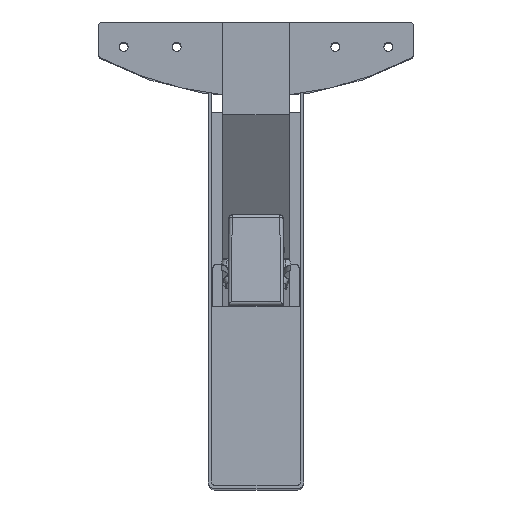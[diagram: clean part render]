
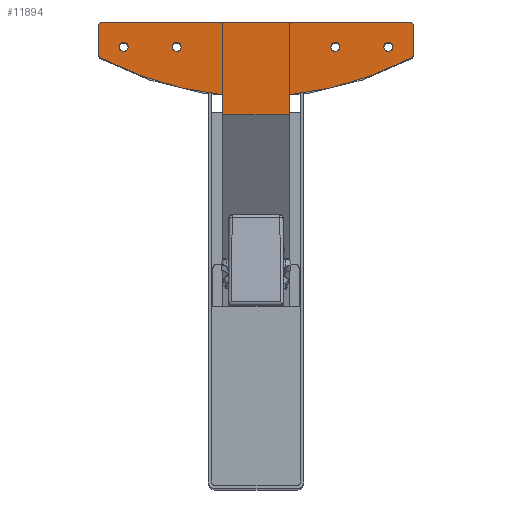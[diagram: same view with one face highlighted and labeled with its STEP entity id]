
A CAD part, top view. The second image highlights one B-rep face of the part: STEP entity #11894.
In plain terms, the highlighted planar face has unit normal (0, 0, 1).
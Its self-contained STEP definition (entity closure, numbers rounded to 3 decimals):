
#66=FACE_BOUND('',#2118,.T.);
#67=FACE_BOUND('',#2119,.T.);
#68=FACE_BOUND('',#2120,.T.);
#69=FACE_BOUND('',#2121,.T.);
#955=CIRCLE('',#12758,2.);
#956=CIRCLE('',#12759,2.);
#957=CIRCLE('',#12760,200.);
#958=CIRCLE('',#12761,200.);
#959=CIRCLE('',#12762,2.);
#960=CIRCLE('',#12763,2.);
#961=CIRCLE('',#12764,2.75);
#962=CIRCLE('',#12765,2.75);
#963=CIRCLE('',#12766,2.75);
#964=CIRCLE('',#12767,2.75);
#1425=FACE_OUTER_BOUND('',#2117,.T.);
#2117=EDGE_LOOP('',(#7954,#7955,#7956,#7957,#7958,#7959,#7960,#7961,#7962,
#7963,#7964,#7965));
#2118=EDGE_LOOP('',(#7966));
#2119=EDGE_LOOP('',(#7967));
#2120=EDGE_LOOP('',(#7968));
#2121=EDGE_LOOP('',(#7969));
#2858=LINE('',#16605,#3827);
#2931=LINE('',#16952,#3900);
#2942=LINE('',#16977,#3911);
#2949=LINE('',#16988,#3918);
#2950=LINE('',#16993,#3919);
#2951=LINE('',#17002,#3920);
#3827=VECTOR('',#13656,10.);
#3900=VECTOR('',#13917,10.);
#3911=VECTOR('',#13940,10.);
#3918=VECTOR('',#13953,10.);
#3919=VECTOR('',#13958,10.);
#3920=VECTOR('',#13967,10.);
#4795=VERTEX_POINT('',#16602);
#4796=VERTEX_POINT('',#16604);
#4883=VERTEX_POINT('',#16949);
#4884=VERTEX_POINT('',#16951);
#4891=VERTEX_POINT('',#16974);
#4892=VERTEX_POINT('',#16976);
#4894=VERTEX_POINT('',#16990);
#4895=VERTEX_POINT('',#16992);
#4896=VERTEX_POINT('',#16994);
#4897=VERTEX_POINT('',#16997);
#4898=VERTEX_POINT('',#16999);
#4899=VERTEX_POINT('',#17001);
#4900=VERTEX_POINT('',#17004);
#4901=VERTEX_POINT('',#17006);
#4902=VERTEX_POINT('',#17008);
#4903=VERTEX_POINT('',#17010);
#5902=EDGE_CURVE('',#4796,#4795,#2858,.T.);
#6033=EDGE_CURVE('',#4884,#4883,#2931,.T.);
#6046=EDGE_CURVE('',#4891,#4892,#2942,.T.);
#6053=EDGE_CURVE('',#4883,#4796,#2949,.T.);
#6054=EDGE_CURVE('',#4891,#4894,#955,.T.);
#6055=EDGE_CURVE('',#4895,#4894,#2950,.T.);
#6056=EDGE_CURVE('',#4895,#4896,#956,.T.);
#6057=EDGE_CURVE('',#4884,#4896,#957,.T.);
#6058=EDGE_CURVE('',#4897,#4795,#958,.T.);
#6059=EDGE_CURVE('',#4897,#4898,#959,.T.);
#6060=EDGE_CURVE('',#4899,#4898,#2951,.T.);
#6061=EDGE_CURVE('',#4899,#4892,#960,.T.);
#6062=EDGE_CURVE('',#4900,#4900,#961,.T.);
#6063=EDGE_CURVE('',#4901,#4901,#962,.T.);
#6064=EDGE_CURVE('',#4902,#4902,#963,.T.);
#6065=EDGE_CURVE('',#4903,#4903,#964,.T.);
#7954=ORIENTED_EDGE('',*,*,#6046,.F.);
#7955=ORIENTED_EDGE('',*,*,#6054,.T.);
#7956=ORIENTED_EDGE('',*,*,#6055,.F.);
#7957=ORIENTED_EDGE('',*,*,#6056,.T.);
#7958=ORIENTED_EDGE('',*,*,#6057,.F.);
#7959=ORIENTED_EDGE('',*,*,#6033,.T.);
#7960=ORIENTED_EDGE('',*,*,#6053,.T.);
#7961=ORIENTED_EDGE('',*,*,#5902,.T.);
#7962=ORIENTED_EDGE('',*,*,#6058,.F.);
#7963=ORIENTED_EDGE('',*,*,#6059,.T.);
#7964=ORIENTED_EDGE('',*,*,#6060,.F.);
#7965=ORIENTED_EDGE('',*,*,#6061,.T.);
#7966=ORIENTED_EDGE('',*,*,#6062,.T.);
#7967=ORIENTED_EDGE('',*,*,#6063,.T.);
#7968=ORIENTED_EDGE('',*,*,#6064,.T.);
#7969=ORIENTED_EDGE('',*,*,#6065,.T.);
#11267=PLANE('',#12757);
#11894=ADVANCED_FACE('',(#1425,#66,#67,#68,#69),#11267,.F.);
#12757=AXIS2_PLACEMENT_3D('',#16989,#13954,#13955);
#12758=AXIS2_PLACEMENT_3D('',#16991,#13956,#13957);
#12759=AXIS2_PLACEMENT_3D('',#16995,#13959,#13960);
#12760=AXIS2_PLACEMENT_3D('',#16996,#13961,#13962);
#12761=AXIS2_PLACEMENT_3D('',#16998,#13963,#13964);
#12762=AXIS2_PLACEMENT_3D('',#17000,#13965,#13966);
#12763=AXIS2_PLACEMENT_3D('',#17003,#13968,#13969);
#12764=AXIS2_PLACEMENT_3D('',#17005,#13970,#13971);
#12765=AXIS2_PLACEMENT_3D('',#17007,#13972,#13973);
#12766=AXIS2_PLACEMENT_3D('',#17009,#13974,#13975);
#12767=AXIS2_PLACEMENT_3D('',#17011,#13976,#13977);
#13656=DIRECTION('',(0.,1.,0.));
#13917=DIRECTION('',(0.,-1.,0.));
#13940=DIRECTION('',(1.,0.,0.));
#13953=DIRECTION('',(1.,0.,0.));
#13954=DIRECTION('center_axis',(0.,0.,
-1.));
#13955=DIRECTION('ref_axis',(1.,0.,0.));
#13956=DIRECTION('center_axis',(0.,0.,
1.));
#13957=DIRECTION('ref_axis',(0.966,-0.259,0.));
#13958=DIRECTION('',(0.,1.,0.));
#13959=DIRECTION('center_axis',(0.,0.,
1.));
#13960=DIRECTION('ref_axis',(0.47,0.883,0.));
#13961=DIRECTION('center_axis',(0.,0.,
-1.));
#13962=DIRECTION('ref_axis',(0.475,-0.88,0.));
#13963=DIRECTION('center_axis',(0.,0.,
-1.));
#13964=DIRECTION('ref_axis',(0.475,-0.88,0.));
#13965=DIRECTION('center_axis',(0.,0.,
1.));
#13966=DIRECTION('ref_axis',(-0.47,0.883,0.));
#13967=DIRECTION('',(0.,-1.,0.));
#13968=DIRECTION('center_axis',(0.,0.,
1.));
#13969=DIRECTION('ref_axis',(-0.966,-0.259,0.));
#13970=DIRECTION('center_axis',(0.,0.,
-1.));
#13971=DIRECTION('ref_axis',(1.,0.,0.));
#13972=DIRECTION('center_axis',(0.,0.,
-1.));
#13973=DIRECTION('ref_axis',(1.,0.,0.));
#13974=DIRECTION('center_axis',(0.,0.,
-1.));
#13975=DIRECTION('ref_axis',(1.,0.,0.));
#13976=DIRECTION('center_axis',(0.,0.,
-1.));
#13977=DIRECTION('ref_axis',(1.,0.,0.));
#16602=CARTESIAN_POINT('',(21.15,115.028,528.5));
#16604=CARTESIAN_POINT('',(21.15,102.791,528.5));
#16605=CARTESIAN_POINT('',(21.15,103.629,528.5));
#16949=CARTESIAN_POINT('',(-19.35,102.791,528.5));
#16951=CARTESIAN_POINT('',(-19.35,115.028,528.5));
#16952=CARTESIAN_POINT('',(-19.35,159.,528.5));
#16974=CARTESIAN_POINT('',(-92.168,159.,528.5));
#16976=CARTESIAN_POINT('',(93.968,159.,528.5));
#16977=CARTESIAN_POINT('',(-94.1,159.,528.5));
#16988=CARTESIAN_POINT('',(-19.35,102.791,528.5));
#16989=CARTESIAN_POINT('Origin',(0.9,141.701,528.5));
#16990=CARTESIAN_POINT('',(-94.1,157.518,528.5));
#16991=CARTESIAN_POINT('Origin',(-92.168,157.,528.5));
#16992=CARTESIAN_POINT('',(-94.1,138.719,528.5));
#16993=CARTESIAN_POINT('',(-94.1,138.003,528.5));
#16994=CARTESIAN_POINT('',(-93.108,137.471,528.5));
#16995=CARTESIAN_POINT('Origin',(-92.168,139.236,528.5));
#16996=CARTESIAN_POINT('Origin',(0.9,314.,528.5));
#16997=CARTESIAN_POINT('',(94.908,137.471,528.5));
#16998=CARTESIAN_POINT('Origin',(0.9,314.,528.5));
#16999=CARTESIAN_POINT('',(95.9,138.719,528.5));
#17000=CARTESIAN_POINT('Origin',(93.968,139.236,528.5));
#17001=CARTESIAN_POINT('',(95.9,157.518,528.5));
#17002=CARTESIAN_POINT('',(95.9,159.,528.5));
#17003=CARTESIAN_POINT('Origin',(93.968,157.,528.5));
#17004=CARTESIAN_POINT('',(78.15,144.,528.5));
#17005=CARTESIAN_POINT('Origin',(80.9,144.,528.5));
#17006=CARTESIAN_POINT('',(46.15,144.,528.5));
#17007=CARTESIAN_POINT('Origin',(48.9,144.,528.5));
#17008=CARTESIAN_POINT('',(-49.85,144.,528.5));
#17009=CARTESIAN_POINT('Origin',(-47.1,144.,528.5));
#17010=CARTESIAN_POINT('',(-81.85,144.,528.5));
#17011=CARTESIAN_POINT('Origin',(-79.1,144.,528.5));
